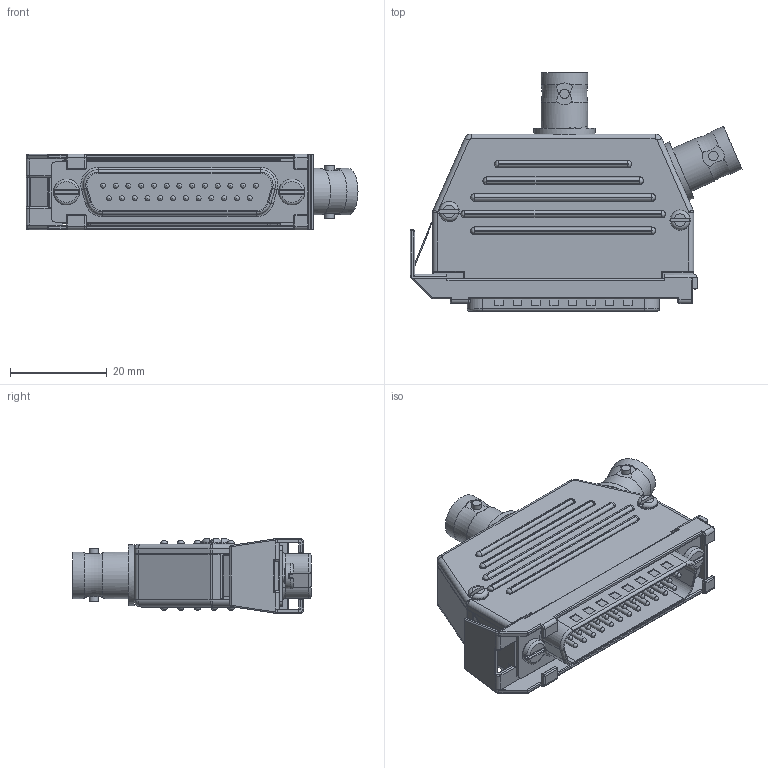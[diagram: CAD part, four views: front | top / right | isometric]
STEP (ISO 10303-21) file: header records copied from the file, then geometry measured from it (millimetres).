
FILE_DESCRIPTION(/* description */ (''),/* implementation_level */ '2;1');
FILE_NAME(/* name */ 'CMX2136-AV.stp',/* time_stamp */ '2017-05-08T11:18:49-04:00',/* author */ ('aneininger'),/* organization */ (''),/* preprocessor_version */ 'ST-DEVELOPER v16.5',/* originating_system */ 'Autodesk Inventor 2017',/* authorisation */ '');
FILE_SCHEMA (('AUTOMOTIVE_DESIGN { 1 0 10303 214 3 1 1 }'));
Length unit declared in the file: inch
Products named in the file (1): CMX2136-AV
Bounding box: 68.72 x 49.37 x 15.62 mm (x, y, z)
Volume: 22505.7 mm3; surface area: 11703.2 mm2
Topology: 1 solids, 3 shells, 935 faces, 2304 edges, 1344 vertices
Faces by surface type: cylinder 373, plane 310, torus 86, bspline 81, sphere 79, cone 6
Full cylindrical faces by diameter (mm): 1.016 x25, 1.422 x2, 1.956 x4, 2.032 x2, 2.095 x2, 2.349 x2, 2.616 x2, 2.845 x2, 3.01 x1, 4.064 x2, 4.572 x2, 5.372 x2, 8.255 x2, 9.652 x4, 12.7 x2
Entity records: 28829 total; most frequent: CARTESIAN_POINT 7000, DIRECTION 4509, ORIENTED_EDGE 4154, EDGE_CURVE 2076, AXIS2_PLACEMENT_3D 1757, VERTEX_POINT 1277, EDGE_LOOP 1089, LINE 995
